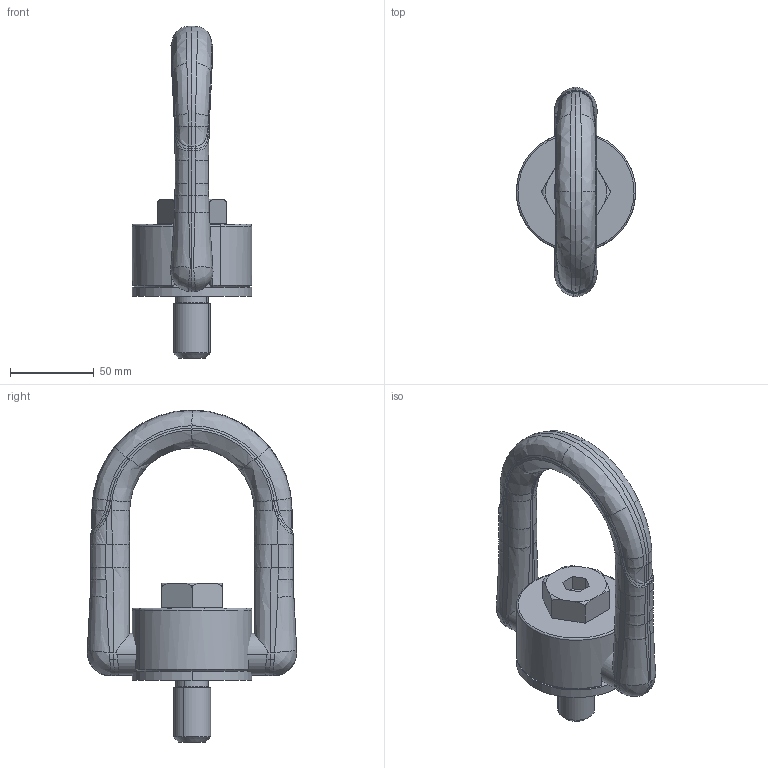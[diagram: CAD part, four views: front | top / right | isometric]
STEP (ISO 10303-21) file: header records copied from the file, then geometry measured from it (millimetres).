
FILE_DESCRIPTION(('CATIA V5 STEP Exchange'),'2;1');
FILE_NAME('8-232-038.stp','2017-03-03T02:15:35+00:00',('none'),('none'),'CATIA Version 5 Release 21 GA (IN-10)','CATIA V5 STEP AP203','none');
FILE_SCHEMA(('CONFIG_CONTROL_DESIGN'));
Length unit declared in the file: millimetre
Products named in the file (1): YK8232-038A
Assembly tree (3 placements, depth 2):
  YK8232-038A
    #58
    #1282
    #21849
Bounding box: 71.5 x 125.47 x 198.79 mm (x, y, z)
Volume: 393118.9 mm3; surface area: 62497.2 mm2
Topology: 3 solids, 6 shells, 402 faces, 946 edges, 560 vertices
Faces by surface type: bspline 232, cylinder 70, plane 70, torus 18, cone 10, revolution 2
Entity records: 26688 total; most frequent: CARTESIAN_POINT 19746, ORIENTED_EDGE 1892, EDGE_CURVE 946, B_SPLINE_CURVE_WITH_KNOTS 679, VERTEX_POINT 560, DIRECTION 523, EDGE_LOOP 408, ADVANCED_FACE 402
